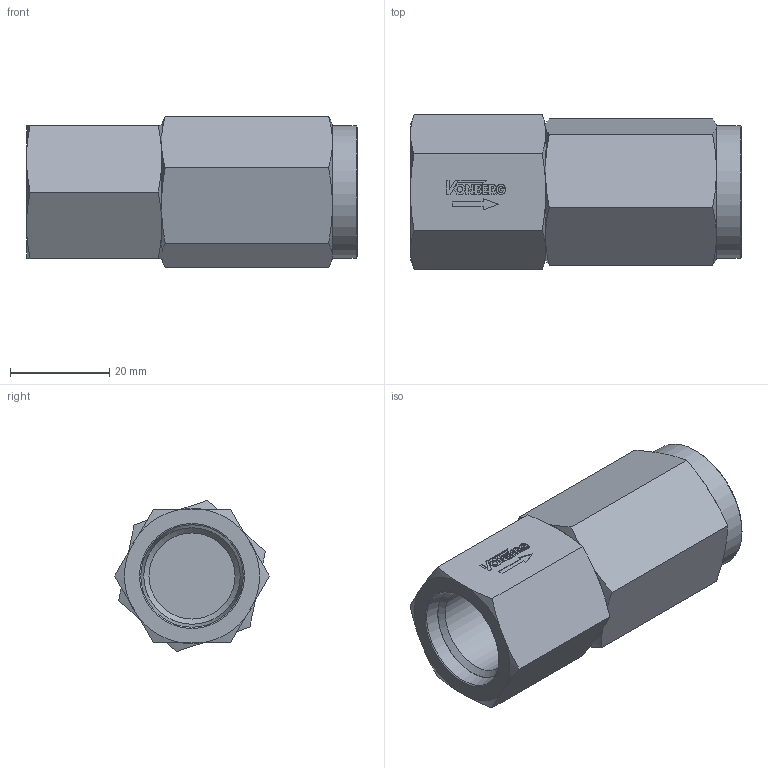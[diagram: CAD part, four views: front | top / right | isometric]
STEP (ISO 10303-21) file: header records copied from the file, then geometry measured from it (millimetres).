
FILE_DESCRIPTION((''),'2;1');
FILE_NAME('1458.stp','2015-01-26T12:43:42',('jml'),(''),'Autodesk Inventor 2010','Autodesk Inventor 2010','');
FILE_SCHEMA(('AUTOMOTIVE_DESIGN { 1 0 10303 214 1 1 1 1 }'));
Length unit declared in the file: inch
Products named in the file (3): 1458; 221065; 221066
Assembly tree (2 placements, depth 2):
  1458
    221065
    221066
Bounding box: 66.55 x 31.09 x 30.45 mm (x, y, z)
Volume: 29300.1 mm3; surface area: 13092 mm2
Topology: 2 solids, 2 shells, 173 faces, 441 edges, 289 vertices
Faces by surface type: plane 106, cone 34, cylinder 25, bspline 5, torus 3
Full cylindrical faces by diameter (mm): 1.114 x1, 3.175 x6, 16.002 x1, 19.685 x1, 22.225 x1, 26.67 x1
Entity records: 5367 total; most frequent: CARTESIAN_POINT 1227, ORIENTED_EDGE 808, DIRECTION 786, EDGE_CURVE 404, VERTEX_POINT 280, AXIS2_PLACEMENT_3D 263, VECTOR 260, LINE 260
